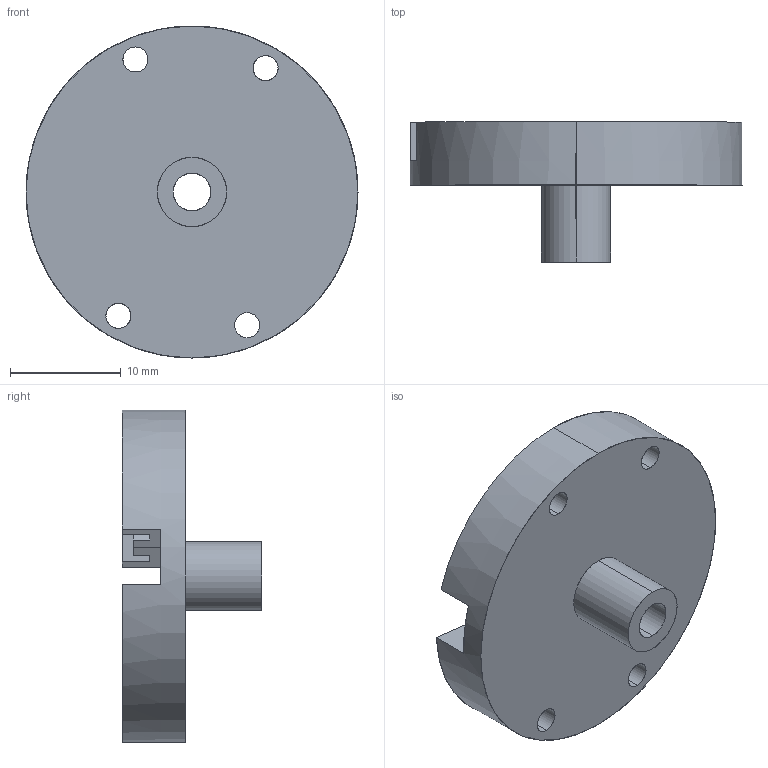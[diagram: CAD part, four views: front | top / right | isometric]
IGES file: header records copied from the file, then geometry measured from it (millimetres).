
Start section: SolidWorks IGES file using analytic representation for surfaces
Global section: file name: lux star SMA_fiber coupler_nofilterV1.IGS; native system: SolidWorks 2011; preprocessor: SolidWorks 2011; author: Ben Lucker; date: 170822.114856; units: millimetre
Bounding box: 30 x 12.65 x 30 mm (x, y, z)
Surface area: 2600 mm2 (no closed solid volume)
Topology: 0 solids, 0 shells, 37 faces, 714 edges, 714 vertices
Faces by surface type: bspline 20, revolution 17
